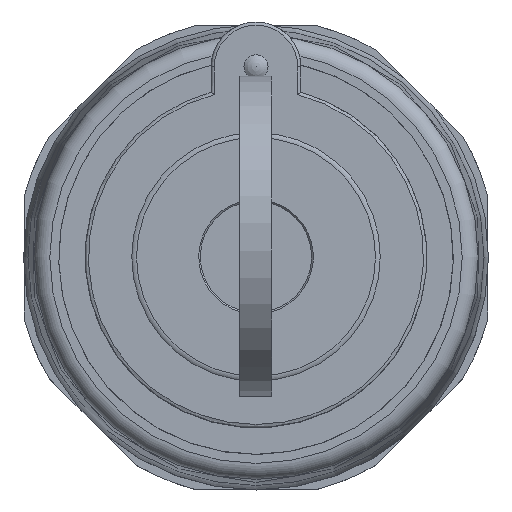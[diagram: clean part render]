
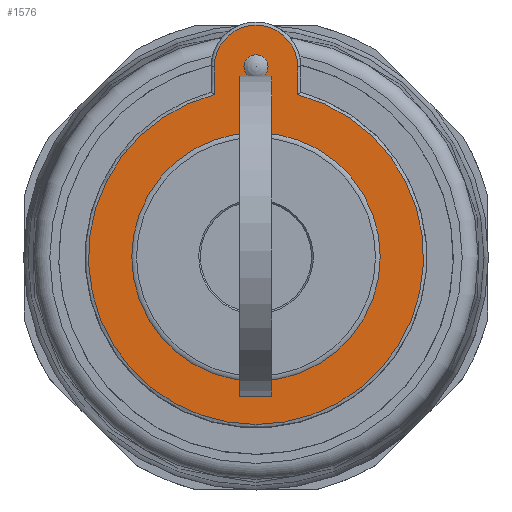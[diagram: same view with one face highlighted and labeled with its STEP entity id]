
A CAD part, top view. The second image highlights one B-rep face of the part: STEP entity #1576.
In plain terms, the highlighted planar face has unit normal (0, 0, 1).
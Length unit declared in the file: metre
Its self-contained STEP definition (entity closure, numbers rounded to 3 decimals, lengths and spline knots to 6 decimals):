
#1576 = ADVANCED_FACE( '', ( #3481, #3482, #3483 ), #3484, .F. );
#3481 = FACE_BOUND( '', #5153, .T. );
#3482 = FACE_BOUND( '', #5154, .T. );
#3483 = FACE_OUTER_BOUND( '', #5155, .T. );
#3484 = PLANE( '', #5156 );
#3810 = EDGE_CURVE( '', #5626, #5626, #5627, .T. );
#5153 = EDGE_LOOP( '', ( #9936 ) );
#5154 = EDGE_LOOP( '', ( #9937 ) );
#5155 = EDGE_LOOP( '', ( #9938, #9939, #9940, #9941 ) );
#5156 = AXIS2_PLACEMENT_3D( '', #9942, #9943, #9944 );
#5626 = VERTEX_POINT( '', #10981 );
#5627 = CIRCLE( '', #10982, 0.00775 );
#9936 = ORIENTED_EDGE( '', *, *, #12347, .F. );
#9937 = ORIENTED_EDGE( '', *, *, #3810, .T. );
#9938 = ORIENTED_EDGE( '', *, *, #12343, .T. );
#9939 = ORIENTED_EDGE( '', *, *, #12340, .T. );
#9940 = ORIENTED_EDGE( '', *, *, #12345, .T. );
#9941 = ORIENTED_EDGE( '', *, *, #12348, .T. );
#9942 = CARTESIAN_POINT( '', ( 0., 0.0111, 0.0158 ) );
#9943 = DIRECTION( '', ( 0., 0., -1. ) );
#9944 = DIRECTION( '', ( -1., 0., 0. ) );
#10981 = CARTESIAN_POINT( '', ( -0.00775, 0., 0.0158 ) );
#10982 = AXIS2_PLACEMENT_3D( '', #12545, #12546, #12547 );
#12340 = EDGE_CURVE( '', #14786, #14791, #14793, .T. );
#12343 = EDGE_CURVE( '', #14794, #14786, #14797, .T. );
#12345 = EDGE_CURVE( '', #14791, #14798, #14800, .T. );
#12347 = EDGE_CURVE( '', #14802, #14802, #14803, .T. );
#12348 = EDGE_CURVE( '', #14798, #14794, #14804, .T. );
#12545 = CARTESIAN_POINT( '', ( 0., 0., 0.0158 ) );
#12546 = DIRECTION( '', ( 0., 0., -1. ) );
#12547 = DIRECTION( '', ( -1., 0., 0. ) );
#14786 = VERTEX_POINT( '', #18657 );
#14791 = VERTEX_POINT( '', #18662 );
#14793 = CIRCLE( '', #18664, 0.0026 );
#14794 = VERTEX_POINT( '', #18665 );
#14797 = LINE( '', #18674, #18675 );
#14798 = VERTEX_POINT( '', #18676 );
#14800 = LINE( '', #18683, #18684 );
#14802 = VERTEX_POINT( '', #18687 );
#14803 = CIRCLE( '', #18688, 0.00075 );
#14804 = CIRCLE( '', #18689, 0.01045 );
#18657 = CARTESIAN_POINT( '', ( 0.0026, 0.01185, 0.0158 ) );
#18662 = CARTESIAN_POINT( '', ( -0.0026, 0.01185, 0.0158 ) );
#18664 = AXIS2_PLACEMENT_3D( '', #20615, #20616, #20617 );
#18665 = CARTESIAN_POINT( '', ( 0.0026, 0.010121, 0.0158 ) );
#18674 = CARTESIAN_POINT( '', ( 0.0026, 0., 0.0158 ) );
#18675 = VECTOR( '', #20619, 1. );
#18676 = CARTESIAN_POINT( '', ( -0.0026, 0.010121, 0.0158 ) );
#18683 = CARTESIAN_POINT( '', ( -0.0026, 0., 0.0158 ) );
#18684 = VECTOR( '', #20620, 1. );
#18687 = CARTESIAN_POINT( '', ( 0., 0.0111, 0.0158 ) );
#18688 = AXIS2_PLACEMENT_3D( '', #20622, #20623, #20624 );
#18689 = AXIS2_PLACEMENT_3D( '', #20625, #20626, #20627 );
#20615 = CARTESIAN_POINT( '', ( 0., 0.01185, 0.0158 ) );
#20616 = DIRECTION( '', ( 0., 0., 1. ) );
#20617 = DIRECTION( '', ( -1., 0., 0. ) );
#20619 = DIRECTION( '', ( 0., 1., 0. ) );
#20620 = DIRECTION( '', ( 0., -1., 0. ) );
#20622 = CARTESIAN_POINT( '', ( 0., 0.01185, 0.0158 ) );
#20623 = DIRECTION( '', ( 0., 0., 1. ) );
#20624 = DIRECTION( '', ( 0., -1., 0. ) );
#20625 = CARTESIAN_POINT( '', ( 0., 0., 0.0158 ) );
#20626 = DIRECTION( '', ( 0., 0., 1. ) );
#20627 = DIRECTION( '', ( -1., 0., 0. ) );
